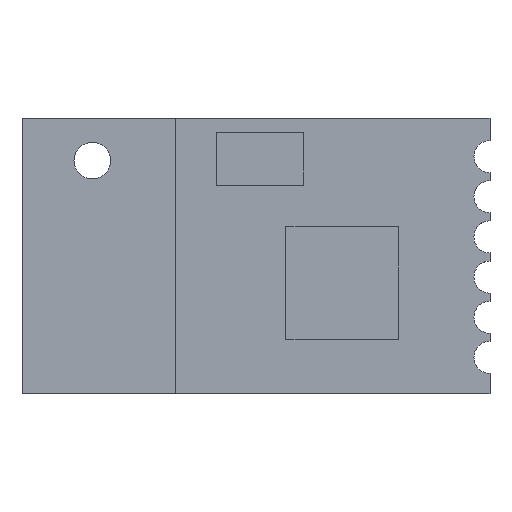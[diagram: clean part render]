
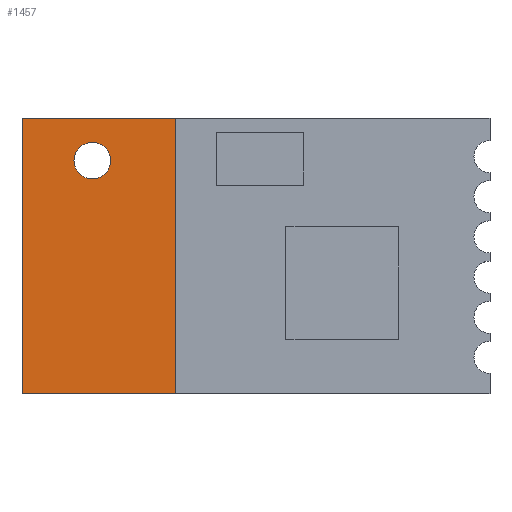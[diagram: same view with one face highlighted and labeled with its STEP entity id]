
A CAD part, top view. The second image highlights one B-rep face of the part: STEP entity #1457.
In plain terms, the highlighted planar face has unit normal (0, 0, 1).
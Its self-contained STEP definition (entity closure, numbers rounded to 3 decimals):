
#31 = ORIENTED_EDGE ( 'NONE', *, *, #214, .T. ) ;
#64 = ORIENTED_EDGE ( 'NONE', *, *, #749, .F. ) ;
#66 = VERTEX_POINT ( 'NONE', #190 ) ;
#75 = EDGE_CURVE ( 'NONE', #66, #1054, #1567, .T. ) ;
#80 = CARTESIAN_POINT ( 'NONE',  ( 0., -13.7, 1.1 ) ) ;
#106 = LINE ( 'NONE', #347, #791 ) ;
#131 = DIRECTION ( 'NONE',  ( 0., 0., 1. ) ) ;
#160 = EDGE_CURVE ( 'NONE', #706, #447, #1252, .T. ) ;
#162 = LINE ( 'NONE', #184, #1185 ) ;
#184 = CARTESIAN_POINT ( 'NONE',  ( 7.631, 0., 1.1 ) ) ;
#190 = CARTESIAN_POINT ( 'NONE',  ( 4.411, -2.1, 1.1 ) ) ;
#209 = ORIENTED_EDGE ( 'NONE', *, *, #75, .T. ) ;
#214 = EDGE_CURVE ( 'NONE', #1054, #66, #1027, .T. ) ;
#230 = DIRECTION ( 'NONE',  ( 0., -1., 0. ) ) ;
#301 = EDGE_LOOP ( 'NONE', ( #64, #948, #1161, #434 ) ) ;
#303 = EDGE_LOOP ( 'NONE', ( #31, #209 ) ) ;
#310 = VERTEX_POINT ( 'NONE', #1095 ) ;
#340 = DIRECTION ( 'NONE',  ( 0., 0., -1. ) ) ;
#347 = CARTESIAN_POINT ( 'NONE',  ( 0., 0., 1.1 ) ) ;
#351 = EDGE_CURVE ( 'NONE', #310, #537, #1138, .T. ) ;
#375 = DIRECTION ( 'NONE',  ( 1., 0., 0. ) ) ;
#434 = ORIENTED_EDGE ( 'NONE', *, *, #351, .T. ) ;
#438 = AXIS2_PLACEMENT_3D ( 'NONE', #499, #131, #375 ) ;
#447 = VERTEX_POINT ( 'NONE', #857 ) ;
#493 = DIRECTION ( 'NONE',  ( -1., 0., 0. ) ) ;
#499 = CARTESIAN_POINT ( 'NONE',  ( 0., 0., 1.1 ) ) ;
#537 = VERTEX_POINT ( 'NONE', #995 ) ;
#559 = DIRECTION ( 'NONE',  ( 0., -1., 0. ) ) ;
#561 = VECTOR ( 'NONE', #1650, 1000. ) ;
#580 = CARTESIAN_POINT ( 'NONE',  ( 3.5, -2.1, 1.1 ) ) ;
#706 = VERTEX_POINT ( 'NONE', #1465 ) ;
#709 = FACE_OUTER_BOUND ( 'NONE', #301, .T. ) ;
#748 = AXIS2_PLACEMENT_3D ( 'NONE', #1480, #1215, #1100 ) ;
#749 = EDGE_CURVE ( 'NONE', #706, #537, #162, .T. ) ;
#789 = VECTOR ( 'NONE', #493, 1000. ) ;
#791 = VECTOR ( 'NONE', #230, 1000. ) ;
#804 = CARTESIAN_POINT ( 'NONE',  ( 2.589, -2.1, 1.1 ) ) ;
#857 = CARTESIAN_POINT ( 'NONE',  ( 0., 0., 1.1 ) ) ;
#948 = ORIENTED_EDGE ( 'NONE', *, *, #160, .T. ) ;
#995 = CARTESIAN_POINT ( 'NONE',  ( 7.631, -13.7, 1.1 ) ) ;
#1006 = EDGE_CURVE ( 'NONE', #447, #310, #106, .T. ) ;
#1027 = CIRCLE ( 'NONE', #1265, 0.911 ) ;
#1054 = VERTEX_POINT ( 'NONE', #804 ) ;
#1095 = CARTESIAN_POINT ( 'NONE',  ( 0., -13.7, 1.1 ) ) ;
#1100 = DIRECTION ( 'NONE',  ( 1., 0., 0. ) ) ;
#1132 = CARTESIAN_POINT ( 'NONE',  ( 0., 0., 1.1 ) ) ;
#1138 = LINE ( 'NONE', #80, #561 ) ;
#1158 = PLANE ( 'NONE',  #438 ) ;
#1161 = ORIENTED_EDGE ( 'NONE', *, *, #1006, .T. ) ;
#1185 = VECTOR ( 'NONE', #559, 1000. ) ;
#1215 = DIRECTION ( 'NONE',  ( 0., 0., -1. ) ) ;
#1252 = LINE ( 'NONE', #1132, #789 ) ;
#1265 = AXIS2_PLACEMENT_3D ( 'NONE', #580, #340, #1640 ) ;
#1457 = ADVANCED_FACE ( 'NONE', ( #709, #1626 ), #1158, .T. ) ;
#1465 = CARTESIAN_POINT ( 'NONE',  ( 7.631, 0., 1.1 ) ) ;
#1480 = CARTESIAN_POINT ( 'NONE',  ( 3.5, -2.1, 1.1 ) ) ;
#1567 = CIRCLE ( 'NONE', #748, 0.911 ) ;
#1626 = FACE_BOUND ( 'NONE', #303, .T. ) ;
#1640 = DIRECTION ( 'NONE',  ( 1., 0., 0. ) ) ;
#1650 = DIRECTION ( 'NONE',  ( 1., 0., 0. ) ) ;
